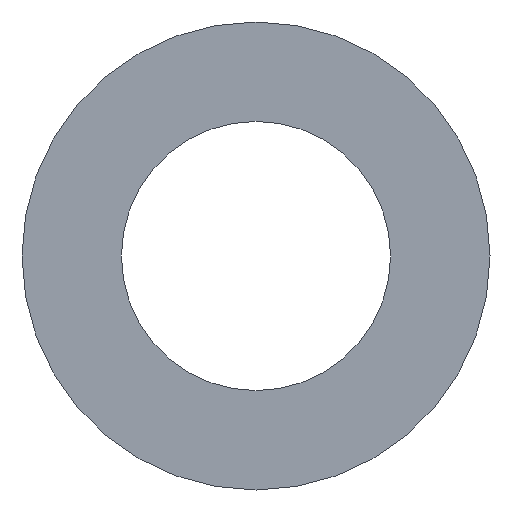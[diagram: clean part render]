
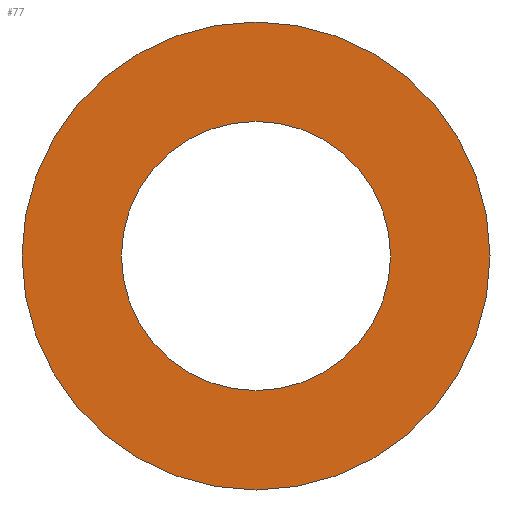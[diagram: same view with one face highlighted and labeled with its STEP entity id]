
A CAD part, left-side view. The second image highlights one B-rep face of the part: STEP entity #77.
In plain terms, the highlighted planar face has unit normal (-1, 0, 0).
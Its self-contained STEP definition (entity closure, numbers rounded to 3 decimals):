
#77 = ADVANCED_FACE( '', ( #199, #200 ), #201, .T. );
#91 = VERTEX_POINT( '', #215 );
#93 = VERTEX_POINT( '', #217 );
#113 = EDGE_CURVE( '', #91, #125, #240, .T. );
#125 = VERTEX_POINT( '', #253 );
#129 = VERTEX_POINT( '', #258 );
#143 = EDGE_CURVE( '', #125, #91, #276, .T. );
#149 = EDGE_CURVE( '', #93, #129, #282, .T. );
#165 = EDGE_CURVE( '', #129, #93, #299, .T. );
#199 = FACE_BOUND( '', #327, .T. );
#200 = FACE_OUTER_BOUND( '', #328, .T. );
#201 = PLANE( '', #329 );
#215 = CARTESIAN_POINT( '', ( -5., -51., 0. ) );
#217 = CARTESIAN_POINT( '', ( -5., 29.333, 0. ) );
#240 = CIRCLE( '', #378, 51. );
#253 = CARTESIAN_POINT( '', ( -5., 51., 0. ) );
#258 = CARTESIAN_POINT( '', ( -5., -29.333, 0. ) );
#276 = CIRCLE( '', #419, 51. );
#282 = CIRCLE( '', #428, 29.333 );
#299 = CIRCLE( '', #453, 29.333 );
#327 = EDGE_LOOP( '', ( #481, #482 ) );
#328 = EDGE_LOOP( '', ( #483, #484 ) );
#329 = AXIS2_PLACEMENT_3D( '', #485, #486, #487 );
#378 = AXIS2_PLACEMENT_3D( '', #528, #529, #530 );
#419 = AXIS2_PLACEMENT_3D( '', #575, #576, #577 );
#428 = AXIS2_PLACEMENT_3D( '', #579, #580, #581 );
#453 = AXIS2_PLACEMENT_3D( '', #596, #597, #598 );
#481 = ORIENTED_EDGE( '', *, *, #149, .F. );
#482 = ORIENTED_EDGE( '', *, *, #165, .F. );
#483 = ORIENTED_EDGE( '', *, *, #143, .T. );
#484 = ORIENTED_EDGE( '', *, *, #113, .T. );
#485 = CARTESIAN_POINT( '', ( -5., 40.167, 0. ) );
#486 = DIRECTION( '', ( -1., 0., 0. ) );
#487 = DIRECTION( '', ( 0., 1., 0. ) );
#528 = CARTESIAN_POINT( '', ( -5., 0., 0. ) );
#529 = DIRECTION( '', ( -1., 0., 0. ) );
#530 = DIRECTION( '', ( 0., 1., 0. ) );
#575 = CARTESIAN_POINT( '', ( -5., 0., 0. ) );
#576 = DIRECTION( '', ( -1., 0., 0. ) );
#577 = DIRECTION( '', ( 0., 1., 0. ) );
#579 = CARTESIAN_POINT( '', ( -5., 0., 0. ) );
#580 = DIRECTION( '', ( -1., 0., 0. ) );
#581 = DIRECTION( '', ( 0., 1., 0. ) );
#596 = CARTESIAN_POINT( '', ( -5., 0., 0. ) );
#597 = DIRECTION( '', ( -1., 0., 0. ) );
#598 = DIRECTION( '', ( 0., 1., 0. ) );
